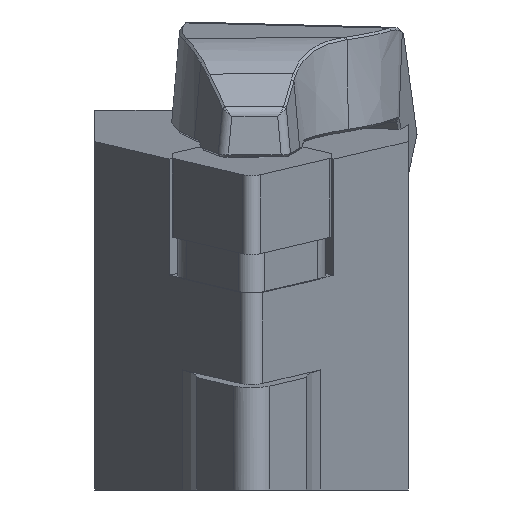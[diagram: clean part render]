
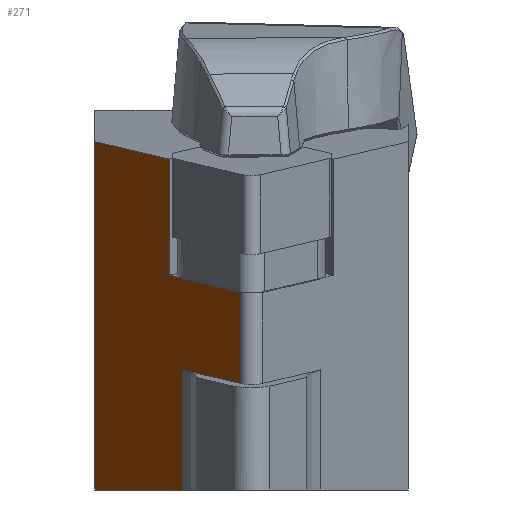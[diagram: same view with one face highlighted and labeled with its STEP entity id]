
A CAD part, left-side view. The second image highlights one B-rep face of the part: STEP entity #271.
In plain terms, the highlighted planar face has unit normal (-0.458, 0.887, -0.056).
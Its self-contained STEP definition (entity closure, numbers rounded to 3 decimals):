
#271=ADVANCED_FACE('',(#460),#396,.T.);
#396=PLANE('',#2243);
#460=FACE_OUTER_BOUND('',#584,.T.);
#584=EDGE_LOOP('',(#776,#777,#778,#779,#780,#781,#782,#783,#784));
#776=ORIENTED_EDGE('',*,*,#1619,.T.);
#777=ORIENTED_EDGE('',*,*,#1575,.T.);
#778=ORIENTED_EDGE('',*,*,#1567,.F.);
#779=ORIENTED_EDGE('',*,*,#1595,.T.);
#780=ORIENTED_EDGE('',*,*,#1618,.F.);
#781=ORIENTED_EDGE('',*,*,#1620,.F.);
#782=ORIENTED_EDGE('',*,*,#1621,.T.);
#783=ORIENTED_EDGE('',*,*,#1622,.T.);
#784=ORIENTED_EDGE('',*,*,#1623,.T.);
#1361=VERTEX_POINT('',#2931);
#1362=VERTEX_POINT('',#2933);
#1366=VERTEX_POINT('',#2947);
#1385=VERTEX_POINT('',#2988);
#1403=VERTEX_POINT('',#3058);
#1404=VERTEX_POINT('',#3062);
#1405=VERTEX_POINT('',#3064);
#1406=VERTEX_POINT('',#3066);
#1407=VERTEX_POINT('',#3068);
#1567=EDGE_CURVE('',#1361,#1362,#1892,.T.);
#1575=EDGE_CURVE('',#1366,#1362,#1897,.T.);
#1595=EDGE_CURVE('',#1361,#1385,#1917,.T.);
#1618=EDGE_CURVE('',#1403,#1385,#1934,.T.);
#1619=EDGE_CURVE('',#1404,#1366,#1935,.T.);
#1620=EDGE_CURVE('',#1405,#1403,#1936,.T.);
#1621=EDGE_CURVE('',#1405,#1406,#1937,.T.);
#1622=EDGE_CURVE('',#1406,#1407,#1938,.T.);
#1623=EDGE_CURVE('',#1407,#1404,#1939,.T.);
#1892=LINE('',#2932,#2064);
#1897=LINE('',#2948,#2069);
#1917=LINE('',#2989,#2089);
#1934=LINE('',#3059,#2106);
#1935=LINE('',#3061,#2107);
#1936=LINE('',#3063,#2108);
#1937=LINE('',#3065,#2109);
#1938=LINE('',#3067,#2110);
#1939=LINE('',#3069,#2111);
#2064=VECTOR('',#2411,1.);
#2069=VECTOR('',#2428,1.);
#2089=VECTOR('',#2452,1.);
#2106=VECTOR('',#2479,1.);
#2107=VECTOR('',#2482,1.);
#2108=VECTOR('',#2483,1.);
#2109=VECTOR('',#2484,1.);
#2110=VECTOR('',#2485,1.);
#2111=VECTOR('',#2486,1.);
#2243=AXIS2_PLACEMENT_3D('',#3070,#2487,#2488);
#2411=DIRECTION('',(0.122,0.,-0.993));
#2428=DIRECTION('',(0.88,0.462,0.108));
#2452=DIRECTION('',(0.88,0.462,0.108));
#2479=DIRECTION('',(-0.122,0.,0.993));
#2482=DIRECTION('',(0.88,0.462,0.108));
#2483=DIRECTION('',(0.888,0.459,0.));
#2484=DIRECTION('',(-0.122,0.,0.993));
#2485=DIRECTION('',(-0.88,-0.462,-0.108));
#2486=DIRECTION('',(-0.122,0.,0.993));
#2487=DIRECTION('',(-0.458,0.887,-0.056));
#2488=DIRECTION('',(-0.888,-0.459,0.));
#2931=CARTESIAN_POINT('',(13.901,-5.961,1.405));
#2932=CARTESIAN_POINT('',(15.936,-5.961,-15.171));
#2933=CARTESIAN_POINT('',(15.038,-5.961,-7.856));
#2947=CARTESIAN_POINT('',(13.552,-6.741,-8.038));
#2948=CARTESIAN_POINT('',(11.075,-8.04,-8.343));
#2988=CARTESIAN_POINT('',(25.266,0.,2.8));
#2989=CARTESIAN_POINT('',(-33.655,-30.904,-4.435));
#3058=CARTESIAN_POINT('',(28.68,0.,-25.));
#3059=CARTESIAN_POINT('',(27.302,0.,-13.775));
#3061=CARTESIAN_POINT('',(11.075,-8.04,-8.343));
#3062=CARTESIAN_POINT('',(4.262,-11.613,-9.179));
#3063=CARTESIAN_POINT('',(36.966,4.281,-25.));
#3064=CARTESIAN_POINT('',(15.133,-7.,-25.));
#3065=CARTESIAN_POINT('',(7.863,-7.,34.213));
#3066=CARTESIAN_POINT('',(13.956,-7.,-15.414));
#3067=CARTESIAN_POINT('',(41.44,7.415,-12.039));
#3068=CARTESIAN_POINT('',(5.16,-11.613,-16.494));
#3069=CARTESIAN_POINT('',(5.16,-11.613,-16.494));
#3070=CARTESIAN_POINT('',(41.44,7.415,-12.039));
